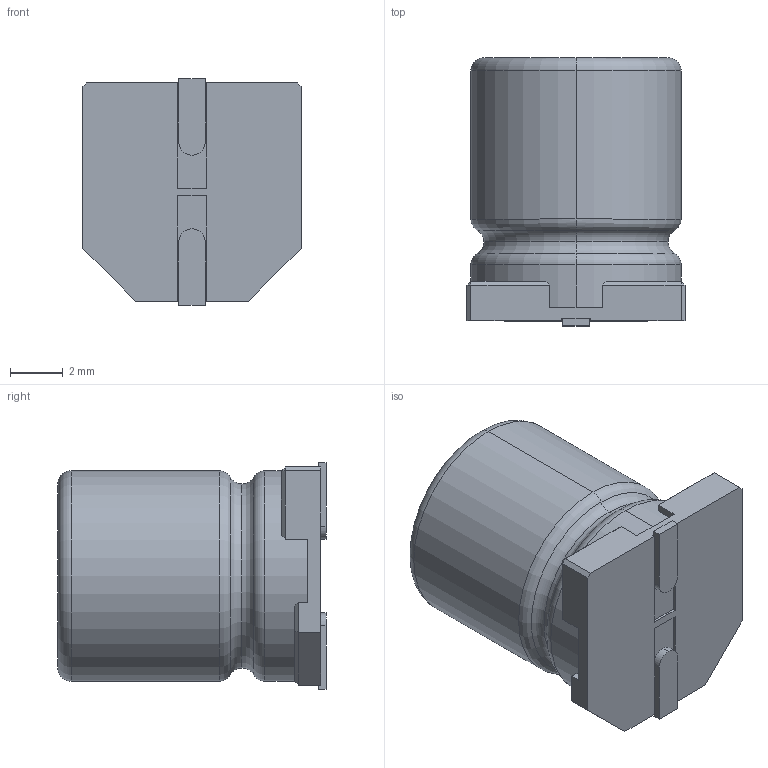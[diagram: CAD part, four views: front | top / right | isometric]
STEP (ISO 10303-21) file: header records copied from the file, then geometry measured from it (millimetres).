
FILE_DESCRIPTION (( 'STEP AP214' ), '1' );
FILE_NAME ('UUD1H101MNL1GS.STEP', '2024-06-22T01:17:31', ( '' ), ( '' ), 'SwSTEP 2.0', 'SolidWorks 2023', '' );
FILE_SCHEMA (( 'AUTOMOTIVE_DESIGN' ));
Length unit declared in the file: millimetre
Products named in the file (1): UUD1H101MNL1GS
Bounding box: 8.3 x 10.2 x 8.6 mm (x, y, z)
Volume: 509.2 mm3; surface area: 528.8 mm2
Topology: 4 solids, 4 shells, 87 faces, 199 edges, 120 vertices
Faces by surface type: plane 62, cylinder 11, torus 10, cone 4
Entity records: 3408 total; most frequent: CARTESIAN_POINT 431, DIRECTION 411, ORIENTED_EDGE 398, EDGE_CURVE 199, VECTOR 147, LINE 147, AXIS2_PLACEMENT_3D 132, VERTEX_POINT 120
